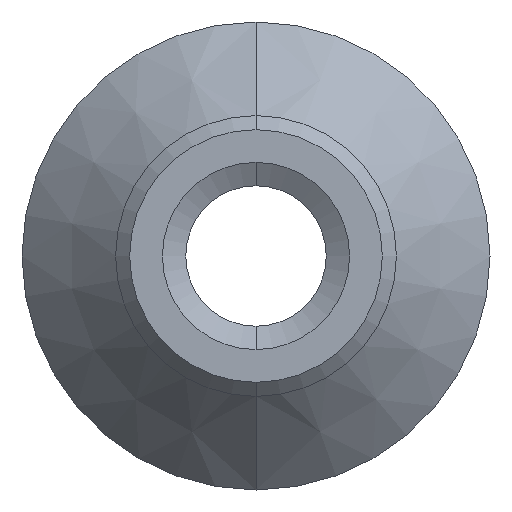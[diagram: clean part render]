
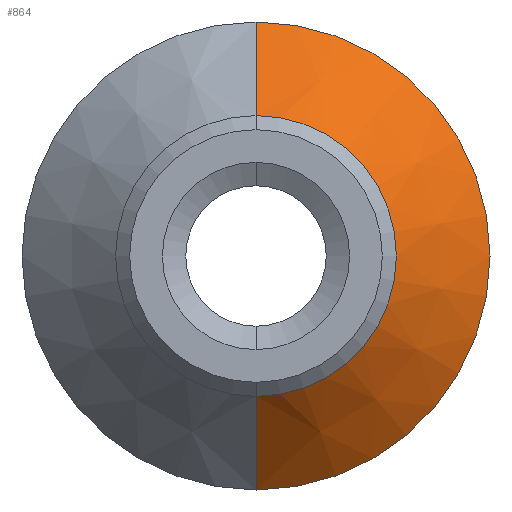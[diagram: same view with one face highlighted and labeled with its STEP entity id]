
A CAD part, front view. The second image highlights one B-rep face of the part: STEP entity #864.
In plain terms, the highlighted conical face has half-angle 45 degrees and reference radius 5 mm.
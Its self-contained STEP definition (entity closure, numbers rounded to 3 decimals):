
#1 = VECTOR ( 'NONE', #261, 1000. ) ;
#60 = AXIS2_PLACEMENT_3D ( 'NONE', #319, #309, #321 ) ;
#62 = CIRCLE ( 'NONE', #60, 3. ) ;
#67 = VECTOR ( 'NONE', #493, 1000. ) ;
#69 = AXIS2_PLACEMENT_3D ( 'NONE', #300, #232, #231 ) ;
#72 = CONICAL_SURFACE ( 'NONE', #69, 5., 0.785 ) ;
#87 = DIRECTION ( 'NONE',  ( 0., 0., -1. ) ) ;
#108 = CARTESIAN_POINT ( 'NONE',  ( 0., 20., 0. ) ) ;
#120 = DIRECTION ( 'NONE',  ( 0., -1., 0. ) ) ;
#231 = DIRECTION ( 'NONE',  ( 0., 0., 1. ) ) ;
#232 = DIRECTION ( 'NONE',  ( 0., 1., 0. ) ) ;
#261 = DIRECTION ( 'NONE',  ( 0., 0.707, 0.707 ) ) ;
#262 = CARTESIAN_POINT ( 'NONE',  ( 0., 20., 5. ) ) ;
#300 = CARTESIAN_POINT ( 'NONE',  ( 0., 20., 0. ) ) ;
#309 = DIRECTION ( 'NONE',  ( 0., -1., 0. ) ) ;
#319 = CARTESIAN_POINT ( 'NONE',  ( 0., 18., 0. ) ) ;
#321 = DIRECTION ( 'NONE',  ( 0., 0., -1. ) ) ;
#350 = EDGE_LOOP ( 'NONE', ( #750, #559, #566, #525 ) ) ;
#360 = LINE ( 'NONE', #488, #67 ) ;
#411 = FACE_OUTER_BOUND ( 'NONE', #350, .T. ) ;
#421 = LINE ( 'NONE', #262, #1 ) ;
#474 = CARTESIAN_POINT ( 'NONE',  ( 0., 18., 3. ) ) ;
#488 = CARTESIAN_POINT ( 'NONE',  ( 0., 20., -5. ) ) ;
#493 = DIRECTION ( 'NONE',  ( 0., 0.707, -0.707 ) ) ;
#500 = CARTESIAN_POINT ( 'NONE',  ( 0., 18., -3. ) ) ;
#501 = CARTESIAN_POINT ( 'NONE',  ( 0., 20., -5. ) ) ;
#502 = CARTESIAN_POINT ( 'NONE',  ( 0., 20., 5. ) ) ;
#525 = ORIENTED_EDGE ( 'NONE', *, *, #875, .F. ) ;
#559 = ORIENTED_EDGE ( 'NONE', *, *, #853, .T. ) ;
#566 = ORIENTED_EDGE ( 'NONE', *, *, #929, .T. ) ;
#717 = VERTEX_POINT ( 'NONE', #502 ) ;
#722 = VERTEX_POINT ( 'NONE', #501 ) ;
#727 = VERTEX_POINT ( 'NONE', #474 ) ;
#750 = ORIENTED_EDGE ( 'NONE', *, *, #865, .F. ) ;
#752 = VERTEX_POINT ( 'NONE', #500 ) ;
#838 = AXIS2_PLACEMENT_3D ( 'NONE', #108, #120, #87 ) ;
#840 = CIRCLE ( 'NONE', #838, 5. ) ;
#853 = EDGE_CURVE ( 'NONE', #752, #722, #360, .T. ) ;
#864 = ADVANCED_FACE ( 'NONE', ( #411 ), #72, .T. ) ;
#865 = EDGE_CURVE ( 'NONE', #752, #727, #62, .T. ) ;
#875 = EDGE_CURVE ( 'NONE', #727, #717, #421, .T. ) ;
#929 = EDGE_CURVE ( 'NONE', #722, #717, #840, .T. ) ;
